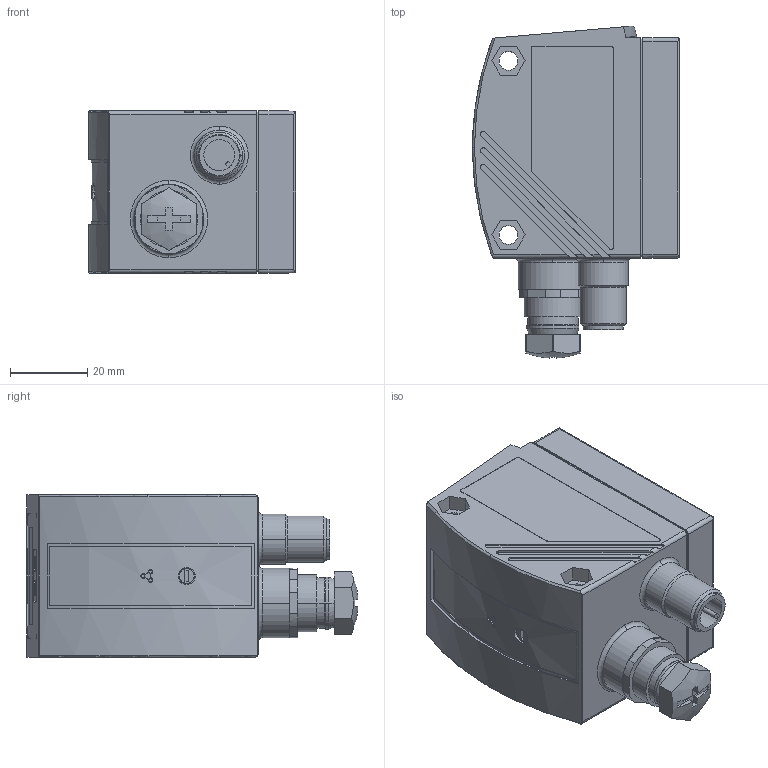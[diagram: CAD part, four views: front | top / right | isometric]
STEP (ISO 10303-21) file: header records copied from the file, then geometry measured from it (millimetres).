
FILE_DESCRIPTION( ( '' ), '1' );
FILE_NAME( 'o2d220_2_03.stp', '2009-03-17T07:14:28', ( '' ), ( '' ), ' ', ' ', ' ' );
FILE_SCHEMA( ( 'CONFIG_CONTROL_DESIGN' ) );
Length unit declared in the file: millimetre
Products named in the file (2): 1; 2
Bounding box: 53.5 x 85.78 x 42 mm (x, y, z)
Volume: 128774.1 mm3; surface area: 23123.9 mm2
Topology: 2 solids, 2 shells, 389 faces, 993 edges, 651 vertices
Faces by surface type: plane 210, cylinder 142, cone 26, torus 10, sphere 1
Entity records: 12295 total; most frequent: CARTESIAN_POINT 2482, DIRECTION 2101, ORIENTED_EDGE 1986, EDGE_CURVE 993, AXIS2_PLACEMENT_3D 752, VERTEX_POINT 651, LINE 597, VECTOR 597
